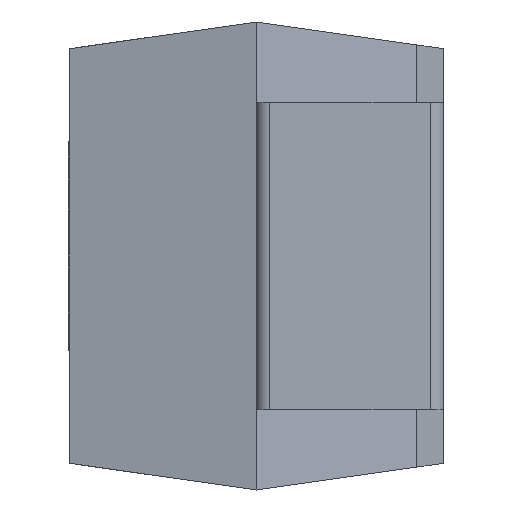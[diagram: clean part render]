
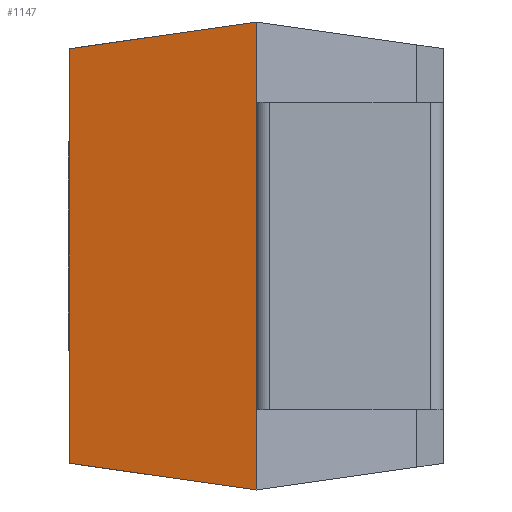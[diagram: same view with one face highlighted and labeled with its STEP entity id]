
A CAD part, left-side view. The second image highlights one B-rep face of the part: STEP entity #1147.
In plain terms, the highlighted planar face has unit normal (-0.978, 0.209, 0).
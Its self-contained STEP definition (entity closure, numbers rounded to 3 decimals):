
#29 = CARTESIAN_POINT ( 'NONE',  ( 0., 1.4, -3.5 ) ) ;
#282 = VERTEX_POINT ( 'NONE', #2842 ) ;
#323 = VERTEX_POINT ( 'NONE', #29 ) ;
#352 = VERTEX_POINT ( 'NONE', #1471 ) ;
#568 = LINE ( 'NONE', #3796, #2452 ) ;
#569 = LINE ( 'NONE', #1730, #2414 ) ;
#719 = LINE ( 'NONE', #3070, #2938 ) ;
#820 = DIRECTION ( 'NONE',  ( -0.207, -0.968, 0.138 ) ) ;
#837 = CARTESIAN_POINT ( 'NONE',  ( 0., 1.4, 0. ) ) ;
#975 = EDGE_CURVE ( 'NONE', #323, #3715, #719, .T. ) ;
#1144 = CARTESIAN_POINT ( 'NONE',  ( -0.181, 0.556, 0.121 ) ) ;
#1147 = ADVANCED_FACE ( 'NONE', ( #1321 ), #3628, .T. ) ;
#1216 = EDGE_LOOP ( 'NONE', ( #3161, #3175, #2886, #3599, #1566, #1600 ) ) ;
#1321 = FACE_OUTER_BOUND ( 'NONE', #1216, .T. ) ;
#1420 = DIRECTION ( 'NONE',  ( 0., 0., 1. ) ) ;
#1471 = CARTESIAN_POINT ( 'NONE',  ( 0., 1.4, -0.6 ) ) ;
#1566 = ORIENTED_EDGE ( 'NONE', *, *, #3212, .T. ) ;
#1600 = ORIENTED_EDGE ( 'NONE', *, *, #3519, .F. ) ;
#1673 = VECTOR ( 'NONE', #2313, 1000. ) ;
#1730 = CARTESIAN_POINT ( 'NONE',  ( 0., 1.4, -3.5 ) ) ;
#1776 = CARTESIAN_POINT ( 'NONE',  ( -0.281, 0.087, -3.687 ) ) ;
#1875 = DIRECTION ( 'NONE',  ( -0.978, 0.209, 0. ) ) ;
#1884 = CARTESIAN_POINT ( 'NONE',  ( 0.3, 2.8, -0.2 ) ) ;
#1960 = VECTOR ( 'NONE', #2990, 1000. ) ;
#2168 = EDGE_CURVE ( 'NONE', #282, #3697, #568, .T. ) ;
#2267 = LINE ( 'NONE', #1144, #3809 ) ;
#2313 = DIRECTION ( 'NONE',  ( 0., 0., 1. ) ) ;
#2343 = EDGE_CURVE ( 'NONE', #282, #323, #2454, .T. ) ;
#2414 = VECTOR ( 'NONE', #1420, 1000. ) ;
#2452 = VECTOR ( 'NONE', #2917, 1000. ) ;
#2454 = LINE ( 'NONE', #1776, #1960 ) ;
#2504 = CARTESIAN_POINT ( 'NONE',  ( -0.286, 0.061, -3.5 ) ) ;
#2593 = CARTESIAN_POINT ( 'NONE',  ( 0., 1.4, -2.9 ) ) ;
#2604 = CARTESIAN_POINT ( 'NONE',  ( 0., 1.4, -3.5 ) ) ;
#2788 = DIRECTION ( 'NONE',  ( -0.209, -0.978, 0. ) ) ;
#2814 = VERTEX_POINT ( 'NONE', #837 ) ;
#2820 = DIRECTION ( 'NONE',  ( 0., 0., 1. ) ) ;
#2842 = CARTESIAN_POINT ( 'NONE',  ( 0.3, 2.8, -3.3 ) ) ;
#2886 = ORIENTED_EDGE ( 'NONE', *, *, #975, .T. ) ;
#2917 = DIRECTION ( 'NONE',  ( 0., 0., 1. ) ) ;
#2938 = VECTOR ( 'NONE', #2820, 1000. ) ;
#2990 = DIRECTION ( 'NONE',  ( -0.207, -0.968, -0.138 ) ) ;
#3070 = CARTESIAN_POINT ( 'NONE',  ( 0., 1.4, -3.5 ) ) ;
#3161 = ORIENTED_EDGE ( 'NONE', *, *, #2168, .F. ) ;
#3175 = ORIENTED_EDGE ( 'NONE', *, *, #2343, .T. ) ;
#3212 = EDGE_CURVE ( 'NONE', #352, #2814, #569, .T. ) ;
#3231 = EDGE_CURVE ( 'NONE', #3715, #352, #3460, .T. ) ;
#3246 = AXIS2_PLACEMENT_3D ( 'NONE', #2504, #1875, #2788 ) ;
#3460 = LINE ( 'NONE', #2604, #1673 ) ;
#3519 = EDGE_CURVE ( 'NONE', #3697, #2814, #2267, .T. ) ;
#3599 = ORIENTED_EDGE ( 'NONE', *, *, #3231, .T. ) ;
#3628 = PLANE ( 'NONE',  #3246 ) ;
#3697 = VERTEX_POINT ( 'NONE', #1884 ) ;
#3715 = VERTEX_POINT ( 'NONE', #2593 ) ;
#3796 = CARTESIAN_POINT ( 'NONE',  ( 0.3, 2.8, -3.5 ) ) ;
#3809 = VECTOR ( 'NONE', #820, 1000. ) ;
